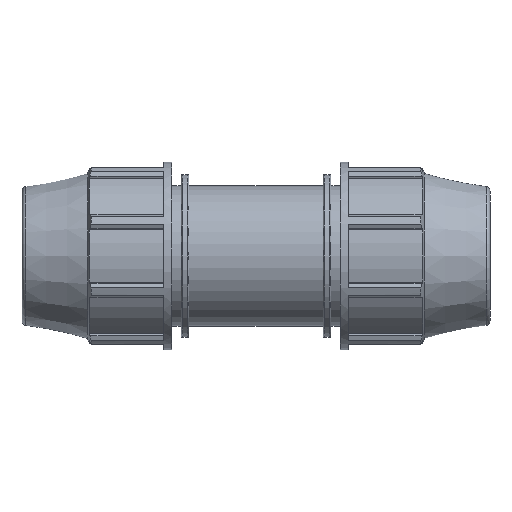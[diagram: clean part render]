
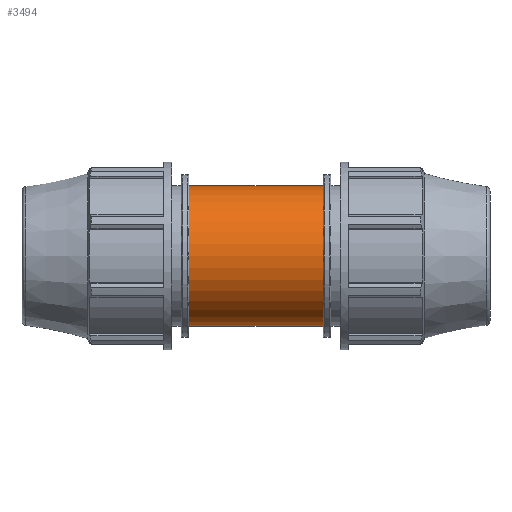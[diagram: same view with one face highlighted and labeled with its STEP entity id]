
A CAD part, front view. The second image highlights one B-rep face of the part: STEP entity #3494.
In plain terms, the highlighted cylindrical face has radius 30.75 mm (diameter 61.5 mm), a full revolution.
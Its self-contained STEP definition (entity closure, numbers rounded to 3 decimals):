
#797=B_SPLINE_CURVE_WITH_KNOTS('',3,(#5030,#5031,#5032,#5033,#5034,#5035,
#5036,#5037,#5038,#5039,#5040,#5041,#5042,#5043,#5044,#5045,#5046,#5047,
#5048,#5049,#5050,#5051,#5052,#5053,#5054,#5055,#5056,#5057,#5058,#5059,
#5060,#5061,#5062,#5063,#5064,#5065,#5066,#5067,#5068,#5069,#5070,#5071,
#5072,#5073,#5074,#5075,#5076,#5077,#5078,#5079,#5080,#5081,#5082,#5083,
#5084,#5085,#5086,#5087,#5088,#5089,#5090,#5091,#5092,#5093,#5094,#5095),
 .UNSPECIFIED.,.T.,.F.,(4,2,2,2,2,2,2,2,2,2,2,2,2,2,2,2,2,2,2,2,2,2,2,2,
2,2,2,2,2,2,2,2,4),(0.,0.399,0.798,1.196,
1.595,1.99,2.385,2.779,3.174,
3.569,3.963,4.358,4.753,5.152,
5.55,5.949,6.348,6.747,7.146,
7.544,7.943,8.338,8.733,9.127,
9.522,9.917,10.311,10.706,11.101,
11.499,11.898,12.297,12.696),
 .UNSPECIFIED.);
#799=FACE_BOUND('',#1056,.T.);
#800=FACE_BOUND('',#1057,.T.);
#856=FACE_OUTER_BOUND('',#1055,.T.);
#1055=EDGE_LOOP('',(#2284));
#1056=EDGE_LOOP('',(#2285));
#1057=EDGE_LOOP('',(#2286));
#1311=CIRCLE('',#3696,30.75);
#1312=CIRCLE('',#3697,30.75);
#1458=VERTEX_POINT('',#5025);
#1459=VERTEX_POINT('',#5027);
#1460=VERTEX_POINT('',#5029);
#1799=EDGE_CURVE('',#1458,#1458,#1311,.T.);
#1800=EDGE_CURVE('',#1459,#1459,#1312,.T.);
#1801=EDGE_CURVE('',#1460,#1460,#797,.T.);
#2284=ORIENTED_EDGE('',*,*,#1799,.F.);
#2285=ORIENTED_EDGE('',*,*,#1800,.T.);
#2286=ORIENTED_EDGE('',*,*,#1801,.F.);
#3254=CYLINDRICAL_SURFACE('',#3695,30.75);
#3494=ADVANCED_FACE('',(#856,#799,#800),#3254,.T.);
#3695=AXIS2_PLACEMENT_3D('',#5024,#4043,#4044);
#3696=AXIS2_PLACEMENT_3D('',#5026,#4045,#4046);
#3697=AXIS2_PLACEMENT_3D('',#5028,#4047,#4048);
#4043=DIRECTION('center_axis',(1.,0.,0.));
#4044=DIRECTION('ref_axis',(0.,1.,0.));
#4045=DIRECTION('center_axis',(1.,0.,0.));
#4046=DIRECTION('ref_axis',(0.,0.,-1.));
#4047=DIRECTION('center_axis',(1.,0.,0.));
#4048=DIRECTION('ref_axis',(0.,0.,-1.));
#5024=CARTESIAN_POINT('Origin',(20.842,0.,0.));
#5025=CARTESIAN_POINT('',(29.383,30.75,0.));
#5026=CARTESIAN_POINT('Origin',(29.383,0.,0.));
#5027=CARTESIAN_POINT('',(-29.383,30.75,0.));
#5028=CARTESIAN_POINT('Origin',(-29.383,0.,0.));
#5029=CARTESIAN_POINT('',(0.,23.141,20.25));
#5030=CARTESIAN_POINT('Ctrl Pts',(0.,23.141,
20.25));
#5031=CARTESIAN_POINT('Ctrl Pts',(1.329,23.141,20.25));
#5032=CARTESIAN_POINT('Ctrl Pts',(2.681,23.259,20.117));
#5033=CARTESIAN_POINT('Ctrl Pts',(5.331,23.711,19.582));
#5034=CARTESIAN_POINT('Ctrl Pts',(6.631,24.044,19.18));
#5035=CARTESIAN_POINT('Ctrl Pts',(9.103,24.839,18.138));
#5036=CARTESIAN_POINT('Ctrl Pts',(10.277,25.302,17.497));
#5037=CARTESIAN_POINT('Ctrl Pts',(12.445,26.257,16.028));
#5038=CARTESIAN_POINT('Ctrl Pts',(13.438,26.749,15.2));
#5039=CARTESIAN_POINT('Ctrl Pts',(15.191,27.671,13.447));
#5040=CARTESIAN_POINT('Ctrl Pts',(16.018,28.137,12.459));
#5041=CARTESIAN_POINT('Ctrl Pts',(17.49,29.001,10.291));
#5042=CARTESIAN_POINT('Ctrl Pts',(18.135,29.398,9.111));
#5043=CARTESIAN_POINT('Ctrl Pts',(19.183,30.055,6.626));
#5044=CARTESIAN_POINT('Ctrl Pts',(19.586,30.316,5.318));
#5045=CARTESIAN_POINT('Ctrl Pts',(20.12,30.664,2.663));
#5046=CARTESIAN_POINT('Ctrl Pts',(20.25,30.75,1.316));
#5047=CARTESIAN_POINT('Ctrl Pts',(20.25,30.75,-1.316));
#5048=CARTESIAN_POINT('Ctrl Pts',(20.12,30.664,-2.663));
#5049=CARTESIAN_POINT('Ctrl Pts',(19.586,30.316,-5.318));
#5050=CARTESIAN_POINT('Ctrl Pts',(19.183,30.055,-6.626));
#5051=CARTESIAN_POINT('Ctrl Pts',(18.135,29.398,-9.111));
#5052=CARTESIAN_POINT('Ctrl Pts',(17.49,29.001,-10.291));
#5053=CARTESIAN_POINT('Ctrl Pts',(16.018,28.137,-12.459));
#5054=CARTESIAN_POINT('Ctrl Pts',(15.191,27.671,-13.447));
#5055=CARTESIAN_POINT('Ctrl Pts',(13.438,26.749,-15.2));
#5056=CARTESIAN_POINT('Ctrl Pts',(12.445,26.257,-16.028));
#5057=CARTESIAN_POINT('Ctrl Pts',(10.277,25.302,-17.497));
#5058=CARTESIAN_POINT('Ctrl Pts',(9.103,24.839,-18.138));
#5059=CARTESIAN_POINT('Ctrl Pts',(6.631,24.044,-19.18));
#5060=CARTESIAN_POINT('Ctrl Pts',(5.331,23.711,-19.582));
#5061=CARTESIAN_POINT('Ctrl Pts',(2.681,23.259,-20.117));
#5062=CARTESIAN_POINT('Ctrl Pts',(1.329,23.141,-20.25));
#5063=CARTESIAN_POINT('Ctrl Pts',(-1.329,23.141,-20.25));
#5064=CARTESIAN_POINT('Ctrl Pts',(-2.681,23.259,-20.117));
#5065=CARTESIAN_POINT('Ctrl Pts',(-5.331,23.711,-19.582));
#5066=CARTESIAN_POINT('Ctrl Pts',(-6.631,24.044,-19.18));
#5067=CARTESIAN_POINT('Ctrl Pts',(-9.103,24.839,-18.138));
#5068=CARTESIAN_POINT('Ctrl Pts',(-10.277,25.302,-17.497));
#5069=CARTESIAN_POINT('Ctrl Pts',(-12.445,26.257,-16.028));
#5070=CARTESIAN_POINT('Ctrl Pts',(-13.438,26.749,-15.2));
#5071=CARTESIAN_POINT('Ctrl Pts',(-15.191,27.671,-13.447));
#5072=CARTESIAN_POINT('Ctrl Pts',(-16.018,28.137,-12.459));
#5073=CARTESIAN_POINT('Ctrl Pts',(-17.49,29.001,-10.291));
#5074=CARTESIAN_POINT('Ctrl Pts',(-18.135,29.398,-9.111));
#5075=CARTESIAN_POINT('Ctrl Pts',(-19.183,30.055,-6.626));
#5076=CARTESIAN_POINT('Ctrl Pts',(-19.586,30.316,-5.318));
#5077=CARTESIAN_POINT('Ctrl Pts',(-20.12,30.664,-2.663));
#5078=CARTESIAN_POINT('Ctrl Pts',(-20.25,30.75,-1.316));
#5079=CARTESIAN_POINT('Ctrl Pts',(-20.25,30.75,1.316));
#5080=CARTESIAN_POINT('Ctrl Pts',(-20.12,30.664,2.663));
#5081=CARTESIAN_POINT('Ctrl Pts',(-19.586,30.316,5.318));
#5082=CARTESIAN_POINT('Ctrl Pts',(-19.183,30.055,6.626));
#5083=CARTESIAN_POINT('Ctrl Pts',(-18.135,29.398,9.111));
#5084=CARTESIAN_POINT('Ctrl Pts',(-17.49,29.001,10.291));
#5085=CARTESIAN_POINT('Ctrl Pts',(-16.018,28.137,12.459));
#5086=CARTESIAN_POINT('Ctrl Pts',(-15.191,27.671,13.447));
#5087=CARTESIAN_POINT('Ctrl Pts',(-13.438,26.749,15.2));
#5088=CARTESIAN_POINT('Ctrl Pts',(-12.445,26.257,16.028));
#5089=CARTESIAN_POINT('Ctrl Pts',(-10.277,25.302,17.497));
#5090=CARTESIAN_POINT('Ctrl Pts',(-9.103,24.839,18.138));
#5091=CARTESIAN_POINT('Ctrl Pts',(-6.631,24.044,19.18));
#5092=CARTESIAN_POINT('Ctrl Pts',(-5.331,23.711,19.582));
#5093=CARTESIAN_POINT('Ctrl Pts',(-2.681,23.259,20.117));
#5094=CARTESIAN_POINT('Ctrl Pts',(-1.329,23.141,20.25));
#5095=CARTESIAN_POINT('Ctrl Pts',(0.,23.141,
20.25));
